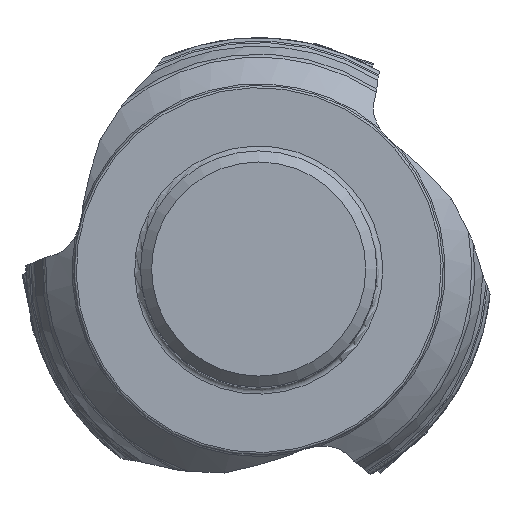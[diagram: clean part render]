
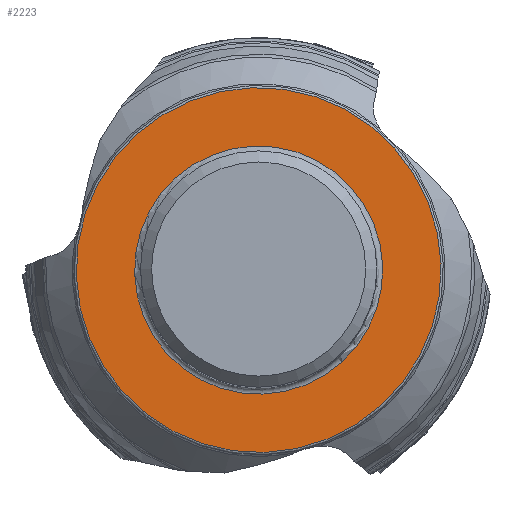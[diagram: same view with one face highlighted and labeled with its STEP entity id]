
A CAD part, top view. The second image highlights one B-rep face of the part: STEP entity #2223.
In plain terms, the highlighted planar face has unit normal (0, 0, 1).
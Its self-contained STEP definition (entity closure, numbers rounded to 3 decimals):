
#1016=FACE_BOUND('',#5198,.T.);
#1017=FACE_BOUND('',#5199,.T.);
#2223=ADVANCED_FACE('CN_SU3',(#1016,#1017),#3250,.T.);
#3250=PLANE('',#23012);
#5198=EDGE_LOOP('',(#10182));
#5199=EDGE_LOOP('',(#10183));
#7409=CIRCLE('',#23009,16.796);
#7410=CIRCLE('',#23011,24.7);
#10182=ORIENTED_EDGE('',*,*,#17922,.T.);
#10183=ORIENTED_EDGE('',*,*,#17921,.T.);
#15494=VERTEX_POINT('',#37029);
#15495=VERTEX_POINT('',#37032);
#17921=EDGE_CURVE('',#15494,#15494,#7409,.T.);
#17922=EDGE_CURVE('',#15495,#15495,#7410,.T.);
#23009=AXIS2_PLACEMENT_3D('',#37028,#26583,#26584);
#23011=AXIS2_PLACEMENT_3D('',#37031,#26587,#26588);
#23012=AXIS2_PLACEMENT_3D('',#37033,#26589,#26590);
#26583=DIRECTION('',(0.,0.,-1.));
#26584=DIRECTION('',(0.978,0.208,0.));
#26587=DIRECTION('',(0.,0.,1.));
#26588=DIRECTION('',(0.978,0.208,0.));
#26589=DIRECTION('',(0.,0.,1.));
#26590=DIRECTION('',(0.978,0.208,0.));
#37028=CARTESIAN_POINT('',(0.,0.,
-80.));
#37029=CARTESIAN_POINT('',(16.429,3.492,-80.));
#37031=CARTESIAN_POINT('',(0.,0.,
-80.));
#37032=CARTESIAN_POINT('',(24.16,5.135,-80.));
#37033=CARTESIAN_POINT('',(-25.,0.,-80.));
